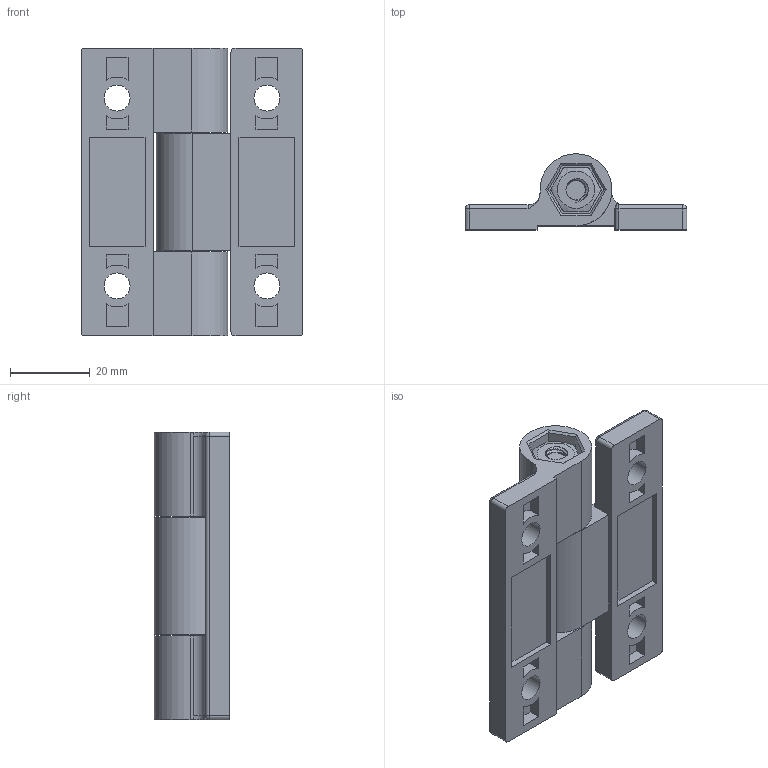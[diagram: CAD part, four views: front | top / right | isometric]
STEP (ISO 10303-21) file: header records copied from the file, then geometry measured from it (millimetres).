
FILE_DESCRIPTION(/* description */ (''),/* implementation_level */ '2;1');
FILE_NAME(/* name */ 'H-TC7256.stp',/* time_stamp */ '2025-04-29T16:55:16+09:00',/* author */ ('user'),/* organization */ (''),/* preprocessor_version */ 'ST-DEVELOPER v15.6',/* originating_system */ 'Autodesk Inventor 2015',/* authorisation */ '');
FILE_SCHEMA (('AUTOMOTIVE_DESIGN { 1 0 10303 214 3 1 1 }'));
Products named in the file (5): H-TC7256_L; H-TC7256_N; H-TC7256_P; H-TC7256_R; H-TC7256
Bounding box: 55.5 x 19 x 72 mm (x, y, z)
Volume: 31095.4 mm3; surface area: 17786.1 mm2
Topology: 4 solids, 4 shells, 177 faces, 640 edges, 487 vertices
Faces by surface type: plane 112, cylinder 47, torus 6, sphere 6, bspline 6
Full cylindrical faces by diameter (mm): 6.4 x3, 6.5 x4, 10 x1, 14 x4
Entity records: 37551 total; most frequent: CARTESIAN_POINT 32215, ORIENTED_EDGE 1248, DIRECTION 825, EDGE_CURVE 624, VERTEX_POINT 485, AXIS2_PLACEMENT_3D 280, LINE 265, VECTOR 265
